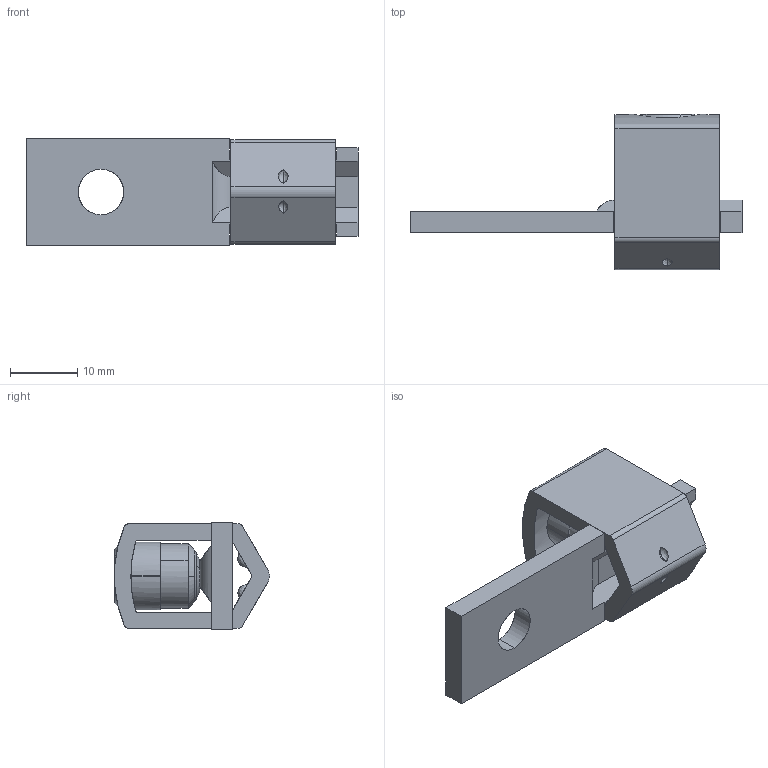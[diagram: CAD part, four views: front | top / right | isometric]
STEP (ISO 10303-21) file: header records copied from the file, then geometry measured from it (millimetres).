
FILE_DESCRIPTION (( 'STEP AP214' ), '1' );
FILE_NAME ('107614.STEP', '2011-07-09T19:03:46', ( 'LALo' ), ( 'Edi Foundation' ), 'SwSTEP 2.0', 'SolidWorks 2011', '' );
FILE_SCHEMA (( 'AUTOMOTIVE_DESIGN' ));
Length unit declared in the file: inch
Products named in the file (1): 107614
Bounding box: 49.23 x 23.02 x 15.88 mm (x, y, z)
Surface area: 4655.9 mm2 (no closed solid volume)
Topology: 0 solids, 77 shells, 84 faces, 423 edges, 401 vertices
Faces by surface type: plane 36, cylinder 25, cone 13, bspline 10
Entity records: 6495 total; most frequent: CARTESIAN_POINT 3248, DIRECTION 522, ORIENTED_EDGE 416, EDGE_CURVE 409, VERTEX_POINT 401, LINE 226, VECTOR 226, AXIS2_PLACEMENT_3D 148
